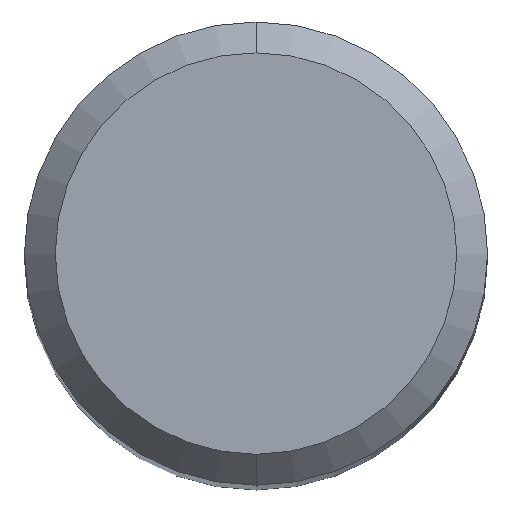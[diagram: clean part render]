
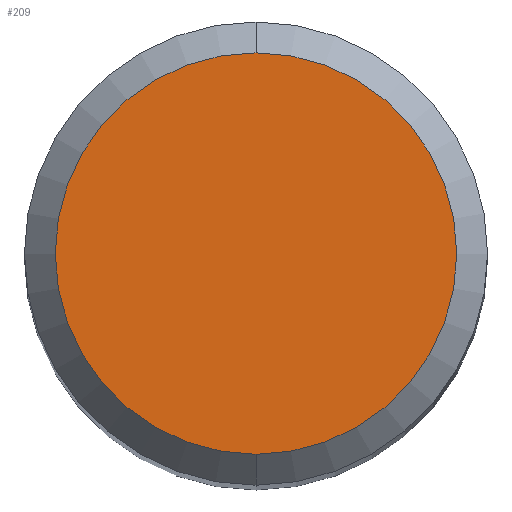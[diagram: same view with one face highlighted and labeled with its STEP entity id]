
A CAD part, top view. The second image highlights one B-rep face of the part: STEP entity #209.
In plain terms, the highlighted planar face has unit normal (0, 0, 1).
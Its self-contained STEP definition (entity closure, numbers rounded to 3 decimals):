
#209=ADVANCED_FACE('',(#568),#569,.T.);
#215=EDGE_CURVE('',#229,#505,#576,.T.);
#229=VERTEX_POINT('',#591);
#449=EDGE_CURVE('',#505,#229,#835,.T.);
#505=VERTEX_POINT('',#898);
#568=FACE_OUTER_BOUND('',#962,.T.);
#569=PLANE('',#963);
#576=CIRCLE('',#972,2.6);
#591=CARTESIAN_POINT('',(0.,-2.6,0.0));
#835=CIRCLE('',#1492,2.6);
#898=CARTESIAN_POINT('',(0.0,2.6,0.0));
#962=EDGE_LOOP('',(#1662,#1663));
#963=AXIS2_PLACEMENT_3D('',#1664,#1665,#1666);
#972=AXIS2_PLACEMENT_3D('',#1678,#1679,#1680);
#1492=AXIS2_PLACEMENT_3D('',#1980,#1981,#1982);
#1662=ORIENTED_EDGE('',*,*,#449,.F.);
#1663=ORIENTED_EDGE('',*,*,#215,.F.);
#1664=CARTESIAN_POINT('',(0.0,1.3,0.0));
#1665=DIRECTION('',(-0.0,0.0,1.0));
#1666=DIRECTION('',(0.0,-1.0,0.0));
#1678=CARTESIAN_POINT('',(0.0,0.0,0.0));
#1679=DIRECTION('',(0.0,0.0,-1.0));
#1680=DIRECTION('',(0.0,1.0,0.0));
#1980=CARTESIAN_POINT('',(0.0,0.0,0.0));
#1981=DIRECTION('',(0.0,0.0,-1.0));
#1982=DIRECTION('',(0.0,1.0,0.0));
